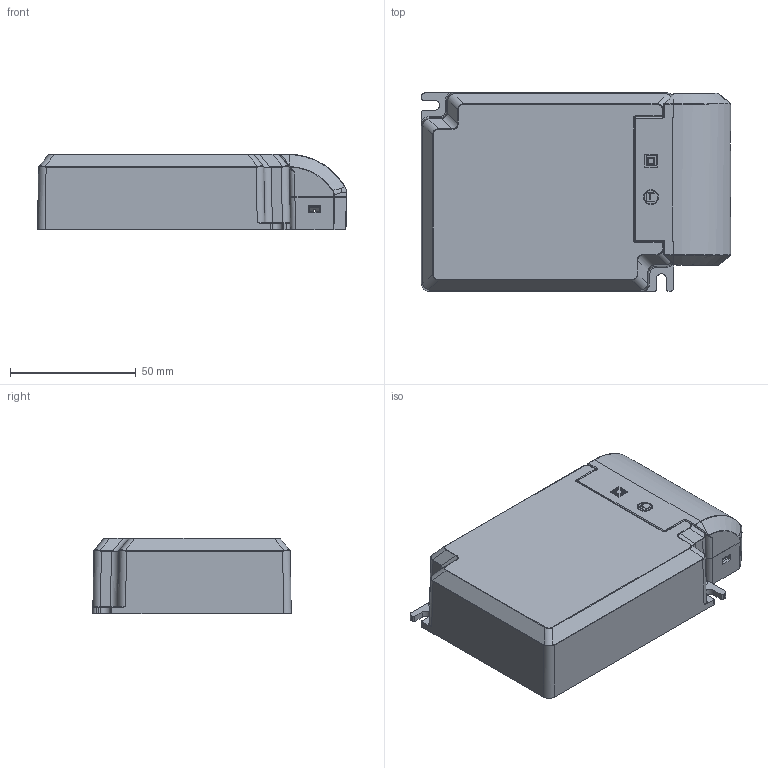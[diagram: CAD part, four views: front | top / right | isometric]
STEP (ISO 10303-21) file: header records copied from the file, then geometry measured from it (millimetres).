
FILE_DESCRIPTION((''),'2;1');
FILE_NAME('LTC60WZ-V9_ASM_ASM','2020-12-14T09:12:47',('wsenga'),(''),'CREO PARAMETRIC BY PTC INC, 2019080','CREO PARAMETRIC BY PTC INC, 2019080','');
FILE_SCHEMA(('CONFIG_CONTROL_DESIGN'));
Length unit declared in the file: millimetre
Products named in the file (7): MAWLTC60W-1A-V9_4; MAWLTC60W-2A-V9_1; MAWLTC60WZ-3A-V9_2; MAWLTC60WZ-4A-V9_5; MAWLTC60WZ-5A-V9_1; LTC60WZ-V9_ASM_5_ASM; LTC60WZ-V9_ASM_ASM
Assembly tree (7 placements, depth 3):
  LTC60WZ-V9_ASM_ASM
    LTC60WZ-V9_ASM_5_ASM
      MAWLTC60W-1A-V9_4
      MAWLTC60W-2A-V9_1
      MAWLTC60WZ-3A-V9_2
      MAWLTC60WZ-4A-V9_5
      MAWLTC60WZ-5A-V9_1  x2
Bounding box: 123 x 79 x 30 mm (x, y, z)
Volume: 49795.1 mm3; surface area: 71961 mm2
Topology: 6 solids, 6 shells, 1537 faces, 4026 edges, 2448 vertices
Faces by surface type: plane 748, cylinder 505, bspline 136, torus 74, sphere 66, cone 8
Entity records: 46676 total; most frequent: CARTESIAN_POINT 14492, ORIENTED_EDGE 7036, DIRECTION 6153, EDGE_CURVE 3518, VECTOR 2351, LINE 2351, VERTEX_POINT 2188, AXIS2_PLACEMENT_3D 1901
